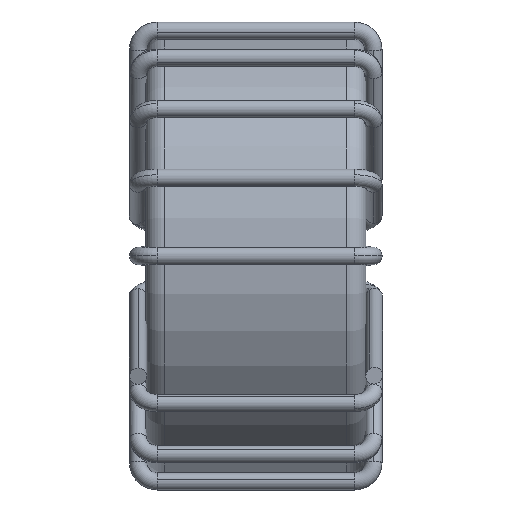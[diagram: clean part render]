
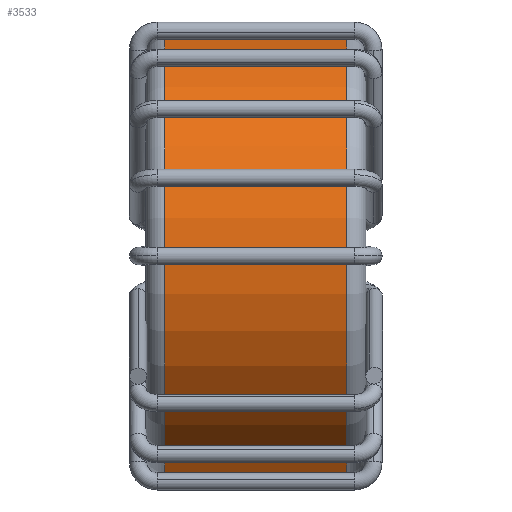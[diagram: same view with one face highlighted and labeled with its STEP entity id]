
A CAD part, front view. The second image highlights one B-rep face of the part: STEP entity #3533.
In plain terms, the highlighted cylindrical face has radius 5.84 mm (diameter 11.68 mm), a partial arc.
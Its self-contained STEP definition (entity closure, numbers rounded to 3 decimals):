
#26 = VECTOR ( 'NONE', #7768, 1000. ) ;
#657 = CARTESIAN_POINT ( 'NONE',  ( 0.5, 0., 0. ) ) ;
#748 = ORIENTED_EDGE ( 'NONE', *, *, #4223, .T. ) ;
#1092 = DIRECTION ( 'NONE',  ( -1., 0., 0. ) ) ;
#1853 = DIRECTION ( 'NONE',  ( 0., 0., -1. ) ) ;
#2289 = FACE_OUTER_BOUND ( 'NONE', #5038, .T. ) ;
#2355 = DIRECTION ( 'NONE',  ( 0., 0., 1. ) ) ;
#2407 = ORIENTED_EDGE ( 'NONE', *, *, #11491, .F. ) ;
#2623 = ORIENTED_EDGE ( 'NONE', *, *, #9237, .T. ) ;
#3068 = CARTESIAN_POINT ( 'NONE',  ( 5.34, 0., -5.84 ) ) ;
#3530 = CARTESIAN_POINT ( 'NONE',  ( 5.84, 0., 0. ) ) ;
#3533 = ADVANCED_FACE ( 'NONE', ( #2289 ), #4001, .T. ) ;
#3561 = AXIS2_PLACEMENT_3D ( 'NONE', #657, #9137, #1853 ) ;
#3808 = ORIENTED_EDGE ( 'NONE', *, *, #9322, .T. ) ;
#3819 = AXIS2_PLACEMENT_3D ( 'NONE', #3530, #1092, #2355 ) ;
#4001 = CYLINDRICAL_SURFACE ( 'NONE', #3819, 5.84 ) ;
#4223 = EDGE_CURVE ( 'NONE', #9368, #9413, #4847, .T. ) ;
#4233 = LINE ( 'NONE', #7960, #10709 ) ;
#4847 = CIRCLE ( 'NONE', #13089, 5.84 ) ;
#4939 = CIRCLE ( 'NONE', #3561, 5.84 ) ;
#5038 = EDGE_LOOP ( 'NONE', ( #2407, #748, #2623, #3808 ) ) ;
#6484 = LINE ( 'NONE', #15096, #26 ) ;
#6658 = DIRECTION ( 'NONE',  ( -1., 0., 0. ) ) ;
#7768 = DIRECTION ( 'NONE',  ( -1., 0., 0. ) ) ;
#7960 = CARTESIAN_POINT ( 'NONE',  ( 5.84, 0., -5.84 ) ) ;
#9137 = DIRECTION ( 'NONE',  ( 1., 0., 0. ) ) ;
#9237 = EDGE_CURVE ( 'NONE', #9413, #9245, #6484, .T. ) ;
#9245 = VERTEX_POINT ( 'NONE', #10213 ) ;
#9322 = EDGE_CURVE ( 'NONE', #9245, #11708, #4939, .T. ) ;
#9368 = VERTEX_POINT ( 'NONE', #3068 ) ;
#9413 = VERTEX_POINT ( 'NONE', #11822 ) ;
#10213 = CARTESIAN_POINT ( 'NONE',  ( 0.5, 0., 5.84 ) ) ;
#10516 = DIRECTION ( 'NONE',  ( -1., 0., 0. ) ) ;
#10709 = VECTOR ( 'NONE', #10516, 1000. ) ;
#11491 = EDGE_CURVE ( 'NONE', #9368, #11708, #4233, .T. ) ;
#11708 = VERTEX_POINT ( 'NONE', #12207 ) ;
#11822 = CARTESIAN_POINT ( 'NONE',  ( 5.34, 0., 5.84 ) ) ;
#12207 = CARTESIAN_POINT ( 'NONE',  ( 0.5, 0., -5.84 ) ) ;
#13089 = AXIS2_PLACEMENT_3D ( 'NONE', #13946, #6658, #15176 ) ;
#13946 = CARTESIAN_POINT ( 'NONE',  ( 5.34, 0., 0. ) ) ;
#15096 = CARTESIAN_POINT ( 'NONE',  ( 5.84, 0., 5.84 ) ) ;
#15176 = DIRECTION ( 'NONE',  ( 0., 0., -1. ) ) ;
